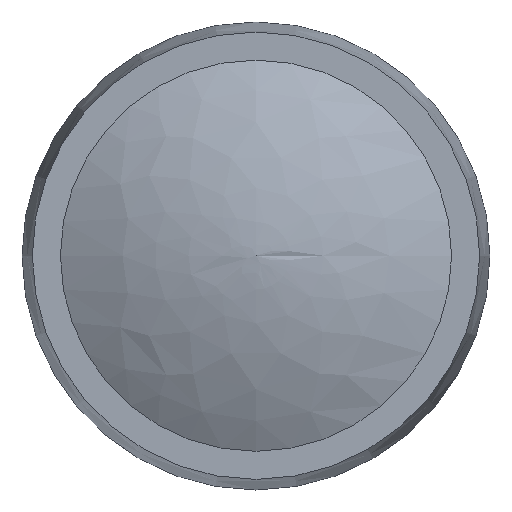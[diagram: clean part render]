
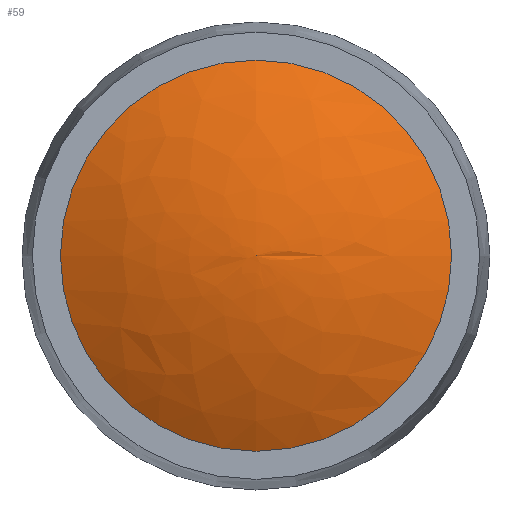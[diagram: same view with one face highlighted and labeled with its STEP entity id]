
A CAD part, top view. The second image highlights one B-rep face of the part: STEP entity #59.
In plain terms, the highlighted free-form (B-spline) face has degree [3, 3] with [4, 7] control points.
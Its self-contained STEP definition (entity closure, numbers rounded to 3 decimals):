
#59 = ADVANCED_FACE( '', ( #127, #128 ), #129, .T. );
#127 = FACE_BOUND( '', #202, .T. );
#128 = FACE_OUTER_BOUND( '', #203, .T. );
#129 = ( BOUNDED_SURFACE(  )B_SPLINE_SURFACE( 3, 3, ( ( #206, #207, #208, #209, #210, #211, #212 ), ( #213, #214, #215, #216, #217, #218, #219 ), ( #220, #221, #222, #223, #224, #225, #226 ), ( #227, #228, #229, #230, #231, #232, #233 ) ), .UNSPECIFIED., .F., .T., .F. )B_SPLINE_SURFACE_WITH_KNOTS( ( 4, 4 ), ( 4, 3, 4 ), ( 0., 6.283 ), ( 1.072, 1.301, 1.53 ), .UNSPECIFIED. )GEOMETRIC_REPRESENTATION_ITEM(  )RATIONAL_B_SPLINE_SURFACE( ( ( 1., 0.333, 0.333, 1., 0.333, 0.333, 1. ), ( 0.983, 0.328, 0.328, 0.983, 0.328, 0.328, 0.983 ), ( 0.983, 0.328, 0.328, 0.983, 0.328, 0.328, 0.983 ), ( 1., 0.333, 0.333, 1., 0.333, 0.333, 1. ) ) )REPRESENTATION_ITEM( '' )SURFACE(  ) );
#202 = VERTEX_LOOP( '', #323 );
#203 = EDGE_LOOP( '', ( #324 ) );
#206 = CARTESIAN_POINT( '', ( 0., 0.02, 19. ) );
#207 = CARTESIAN_POINT( '', ( 0., 0.02, 19. ) );
#208 = CARTESIAN_POINT( '', ( 0., 0.02, 19. ) );
#209 = CARTESIAN_POINT( '', ( 0., 0.02, 19. ) );
#210 = CARTESIAN_POINT( '', ( 0., 0.02, 19. ) );
#211 = CARTESIAN_POINT( '', ( 0., 0.02, 19. ) );
#212 = CARTESIAN_POINT( '', ( 0., 0.02, 19. ) );
#213 = CARTESIAN_POINT( '', ( 3.815, 0.02, 18.843 ) );
#214 = CARTESIAN_POINT( '', ( 3.815, 7.651, 18.843 ) );
#215 = CARTESIAN_POINT( '', ( -3.815, 7.651, 18.843 ) );
#216 = CARTESIAN_POINT( '', ( -3.815, 0.02, 18.843 ) );
#217 = CARTESIAN_POINT( '', ( -3.815, -7.611, 18.843 ) );
#218 = CARTESIAN_POINT( '', ( 3.815, -7.611, 18.843 ) );
#219 = CARTESIAN_POINT( '', ( 3.815, 0.02, 18.843 ) );
#220 = CARTESIAN_POINT( '', ( 7.496, 0.02, 17.825 ) );
#221 = CARTESIAN_POINT( '', ( 7.496, 15.011, 17.825 ) );
#222 = CARTESIAN_POINT( '', ( -7.496, 15.011, 17.825 ) );
#223 = CARTESIAN_POINT( '', ( -7.496, 0.02, 17.825 ) );
#224 = CARTESIAN_POINT( '', ( -7.496, -14.972, 17.825 ) );
#225 = CARTESIAN_POINT( '', ( 7.496, -14.972, 17.825 ) );
#226 = CARTESIAN_POINT( '', ( 7.496, 0.02, 17.825 ) );
#227 = CARTESIAN_POINT( '', ( 10.85, 0.02, 16. ) );
#228 = CARTESIAN_POINT( '', ( 10.85, 21.72, 16. ) );
#229 = CARTESIAN_POINT( '', ( -10.85, 21.72, 16. ) );
#230 = CARTESIAN_POINT( '', ( -10.85, 0.02, 16. ) );
#231 = CARTESIAN_POINT( '', ( -10.85, -21.68, 16. ) );
#232 = CARTESIAN_POINT( '', ( 10.85, -21.68, 16. ) );
#233 = CARTESIAN_POINT( '', ( 10.85, 0.02, 16. ) );
#323 = VERTEX_POINT( '', #388 );
#324 = ORIENTED_EDGE( '', *, *, #371, .T. );
#371 = EDGE_CURVE( '', #407, #407, #408, .T. );
#388 = CARTESIAN_POINT( '', ( 0., 0.02, 19. ) );
#407 = VERTEX_POINT( '', #456 );
#408 = CIRCLE( '', #457, 10.85 );
#456 = CARTESIAN_POINT( '', ( 10.85, 0.02, 16. ) );
#457 = AXIS2_PLACEMENT_3D( '', #505, #506, #507 );
#505 = CARTESIAN_POINT( '', ( 0., 0.02, 16. ) );
#506 = DIRECTION( '', ( 0., 0., 1. ) );
#507 = DIRECTION( '', ( 1., 0., 0. ) );
